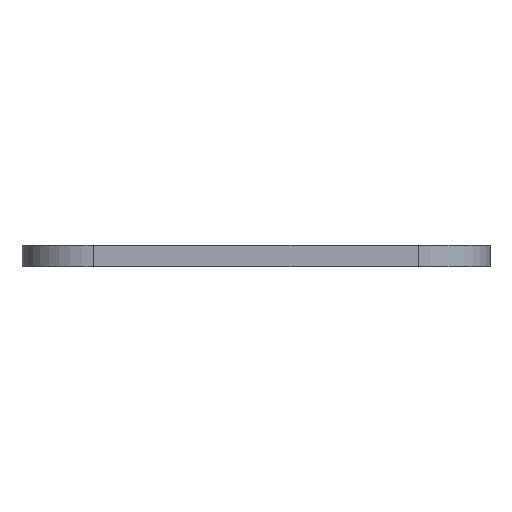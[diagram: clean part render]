
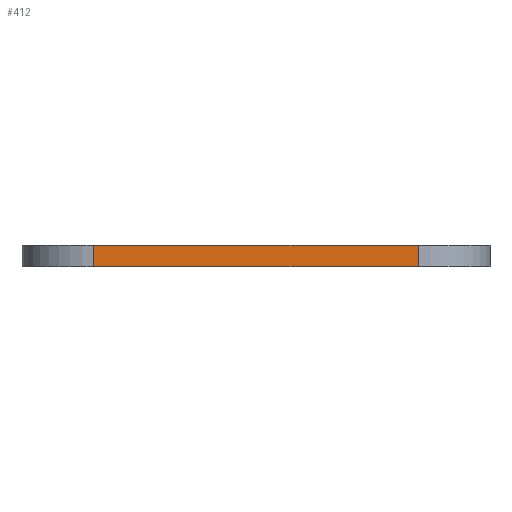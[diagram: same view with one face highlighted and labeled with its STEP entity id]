
A CAD part, left-side view. The second image highlights one B-rep face of the part: STEP entity #412.
In plain terms, the highlighted planar face has unit normal (-1, 0, 0).
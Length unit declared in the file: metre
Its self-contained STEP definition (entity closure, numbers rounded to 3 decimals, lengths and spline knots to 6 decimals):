
#82=ORIENTED_EDGE('',*,*,#194,.T.);
#83=ORIENTED_EDGE('',*,*,#195,.F.);
#84=ORIENTED_EDGE('',*,*,#196,.F.);
#85=ORIENTED_EDGE('',*,*,#191,.T.);
#191=EDGE_CURVE('',#244,#243,#282,.T.);
#194=EDGE_CURVE('',#243,#246,#284,.T.);
#195=EDGE_CURVE('',#247,#246,#285,.T.);
#196=EDGE_CURVE('',#244,#247,#286,.T.);
#243=VERTEX_POINT('',#666);
#244=VERTEX_POINT('',#668);
#246=VERTEX_POINT('',#674);
#247=VERTEX_POINT('',#676);
#282=LINE('',#667,#322);
#284=LINE('',#673,#324);
#285=LINE('',#675,#325);
#286=LINE('',#677,#326);
#322=VECTOR('',#539,1.);
#324=VECTOR('',#545,1.);
#325=VECTOR('',#546,1.);
#326=VECTOR('',#547,1.);
#352=EDGE_LOOP('',(#82,#83,#84,#85));
#376=FACE_BOUND('',#352,.T.);
#395=PLANE('',#457);
#412=ADVANCED_FACE('',(#376),#395,.F.);
#457=AXIS2_PLACEMENT_3D('',#672,#543,#544);
#539=DIRECTION('',(0.,0.,-1.));
#543=DIRECTION('',(1.,0.,0.));
#544=DIRECTION('',(0.,0.,-1.));
#545=DIRECTION('',(0.,-1.,0.));
#546=DIRECTION('',(0.,0.,-1.));
#547=DIRECTION('',(0.,-1.,0.));
#666=CARTESIAN_POINT('',(-0.088,0.0453,0.));
#667=CARTESIAN_POINT('',(-0.088,0.0453,0.006));
#668=CARTESIAN_POINT('',(-0.088,0.0453,0.006));
#672=CARTESIAN_POINT('',(-0.088,0.,0.006));
#673=CARTESIAN_POINT('',(-0.088,0.,0.));
#674=CARTESIAN_POINT('',(-0.088,-0.0453,0.));
#675=CARTESIAN_POINT('',(-0.088,-0.0453,0.006));
#676=CARTESIAN_POINT('',(-0.088,-0.0453,0.006));
#677=CARTESIAN_POINT('',(-0.088,0.,0.006));
